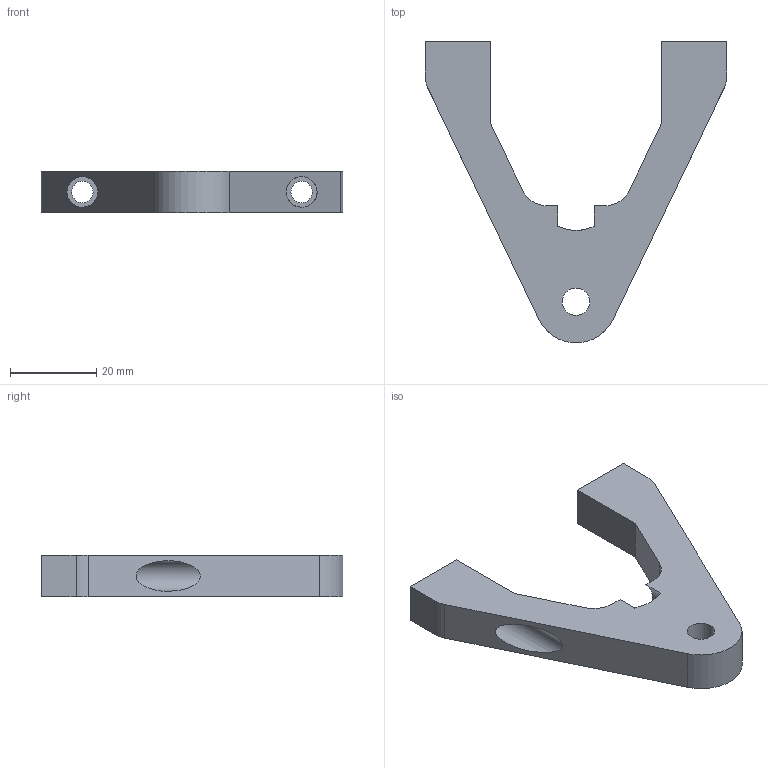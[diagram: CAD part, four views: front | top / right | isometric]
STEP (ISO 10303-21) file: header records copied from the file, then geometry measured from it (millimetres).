
FILE_DESCRIPTION(/* description */ ('STEP AP242','CAx-IF Rec.Pracs.---Representation and Presentation of Product Manufacturing Information (PMI)---4.0---2014-10-13','CAx-IF Rec.Pracs.---3D Tessellated Geometry---0.4---2014-09-14','2;1'),/* implementation_level */ '2;1');
FILE_NAME(/* name */ '668d458f24c5b606241b530c',/* time_stamp */ '2024-07-09T14:13:35Z',/* author */ (''),/* organization */ (''),/* preprocessor_version */ 'ST-DEVELOPER v20',/* originating_system */ ' ',/* authorisation */ ' ');
FILE_SCHEMA (('AP242_MANAGED_MODEL_BASED_3D_ENGINEERING_MIM_LF { 1 0 10303 442 1 1 4 }'));
Length unit declared in the file: metre
Products named in the file (1): Swerve thingy
Bounding box: 69.85 x 69.81 x 9.53 mm (x, y, z)
Volume: 13780.3 mm3; surface area: 7598.8 mm2
Topology: 1 solids, 1 shells, 31 faces, 84 edges, 57 vertices
Faces by surface type: plane 17, cylinder 13, cone 1
Full cylindrical faces by diameter (mm): 4.978 x2, 6.35 x1, 7.112 x2, 12.7 x1
Entity records: 952 total; most frequent: CARTESIAN_POINT 167, DIRECTION 160, ORIENTED_EDGE 144, EDGE_CURVE 72, AXIS2_PLACEMENT_3D 58, VERTEX_POINT 53, FACE_BOUND 47, EDGE_LOOP 46
